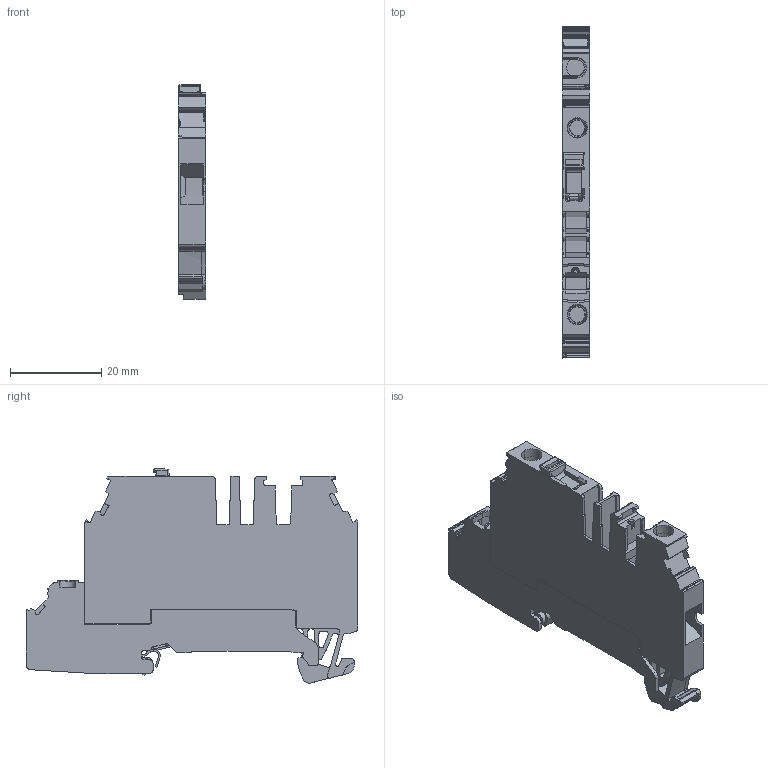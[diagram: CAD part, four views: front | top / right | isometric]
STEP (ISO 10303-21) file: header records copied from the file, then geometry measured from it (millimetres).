
FILE_DESCRIPTION(('CATIA V5 STEP Exchange','CAx-IF Rec.Pracs.--- Model Styling and Organization---1.4--- 2014-01-23'),'2;1');
FILE_NAME ('1473403-4_0', '2022-11-28T06:18:32+00:00', ('none'), ('Weidmueller'), 'CATIA Version 5-6 Release 2016 SP3 HF44', 'CATIA V5 STEP AP214', 'none');
FILE_SCHEMA(('AUTOMOTIVE_DESIGN { 1 0 10303 214 1 1 1 1 }'));
Length unit declared in the file: millimetre
Products named in the file (1): 2892810000
Bounding box: 6.1 x 72.95 x 47.08 mm (x, y, z)
Volume: 12649.4 mm3; surface area: 10574.2 mm2
Topology: 7 solids, 10 shells, 1059 faces, 2939 edges, 1907 vertices
Faces by surface type: plane 516, cylinder 363, extrusion 80, torus 51, cone 35, bspline 10, sphere 4
Entity records: 34947 total; most frequent: CARTESIAN_POINT 9245, ORIENTED_EDGE 5866, DIRECTION 4286, EDGE_CURVE 2933, VECTOR 1974, VERTEX_POINT 1907, LINE 1894, AXIS2_PLACEMENT_3D 1480
